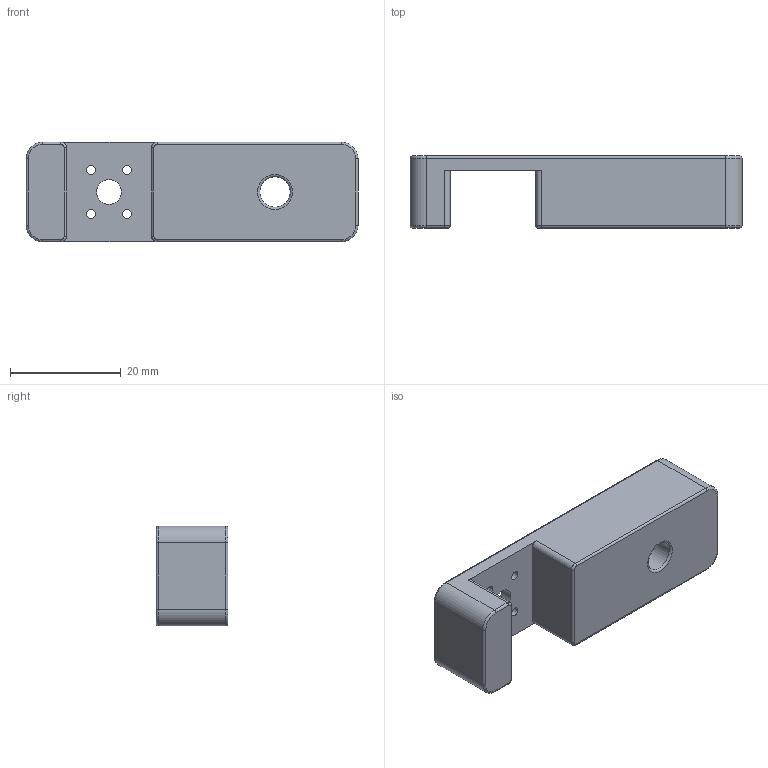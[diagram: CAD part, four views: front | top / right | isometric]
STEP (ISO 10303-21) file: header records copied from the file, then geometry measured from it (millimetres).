
FILE_DESCRIPTION(/* description */ (''),/* implementation_level */ '2;1');
FILE_NAME(/* name */ 'B-Y_Endstop_Block_Y_Max_MGN15_2-B.stp',/* time_stamp */ '2020-10-21T10:28:14-07:00',/* author */ (''),/* organization */ (''),/* preprocessor_version */ 'ST-DEVELOPER v18.1',/* originating_system */ 'Autodesk Translation Framework v9.3.0.1241',/* authorisation */ '');
FILE_SCHEMA (('AUTOMOTIVE_DESIGN { 1 0 10303 214 3 1 1 }'));
Length unit declared in the file: millimetre
Products named in the file (1): Endstop Block Y Max MGN15
Bounding box: 60 x 13 x 18 mm (x, y, z)
Volume: 10336.4 mm3; surface area: 4348.4 mm2
Topology: 1 solids, 1 shells, 58 faces, 139 edges, 84 vertices
Faces by surface type: cylinder 27, torus 19, plane 11, cone 1
Full cylindrical faces by diameter (mm): 1.6 x4, 4.5 x1, 5.5 x1, 10 x1
Entity records: 1766 total; most frequent: DIRECTION 344, CARTESIAN_POINT 282, ORIENTED_EDGE 278, AXIS2_PLACEMENT_3D 146, EDGE_CURVE 139, CIRCLE 87, VERTEX_POINT 84, EDGE_LOOP 71
